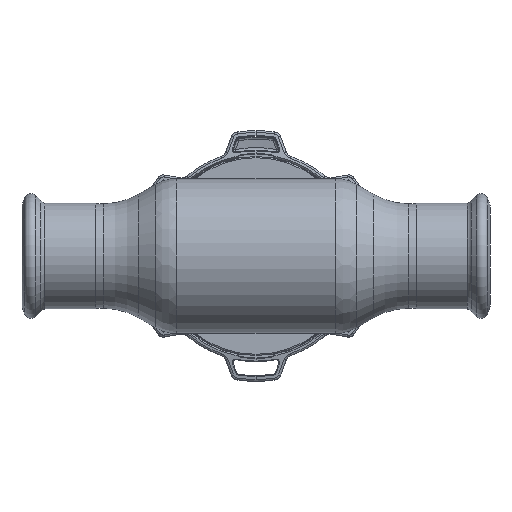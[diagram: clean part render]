
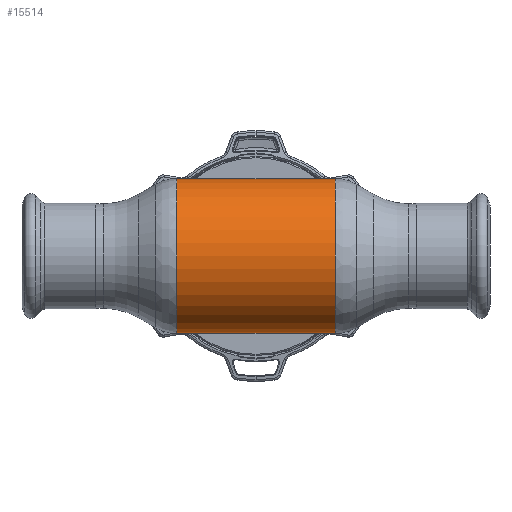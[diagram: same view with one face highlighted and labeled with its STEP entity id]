
A CAD part, front view. The second image highlights one B-rep face of the part: STEP entity #15514.
In plain terms, the highlighted cylindrical face has radius 33.34 mm (diameter 66.68 mm), a partial arc.
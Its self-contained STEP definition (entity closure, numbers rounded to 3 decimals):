
#1138 = ORIENTED_EDGE ( 'NONE', *, *, #24943, .F. ) ;
#1903 = CARTESIAN_POINT ( 'NONE',  ( -34.177, 0., -33.34 ) ) ;
#2638 = DIRECTION ( 'NONE',  ( -1., 0., 0. ) ) ;
#3271 = LINE ( 'NONE', #25465, #12700 ) ;
#4762 = CYLINDRICAL_SURFACE ( 'NONE', #9777, 33.34 ) ;
#5778 = CIRCLE ( 'NONE', #30899, 33.34 ) ;
#6878 = CARTESIAN_POINT ( 'NONE',  ( -34.177, 0., 0. ) ) ;
#8249 = DIRECTION ( 'NONE',  ( -1., 0., 0. ) ) ;
#8339 = CARTESIAN_POINT ( 'NONE',  ( 34.177, 0., -33.34 ) ) ;
#8779 = DIRECTION ( 'NONE',  ( -1., 0., 0. ) ) ;
#9314 = DIRECTION ( 'NONE',  ( -1., 0., 0. ) ) ;
#9777 = AXIS2_PLACEMENT_3D ( 'NONE', #21804, #8249, #10247 ) ;
#10247 = DIRECTION ( 'NONE',  ( 0., 0., 1. ) ) ;
#12162 = ORIENTED_EDGE ( 'NONE', *, *, #17764, .T. ) ;
#12693 = VERTEX_POINT ( 'NONE', #1903 ) ;
#12700 = VECTOR ( 'NONE', #8779, 1000. ) ;
#15514 = ADVANCED_FACE ( 'NONE', ( #35505 ), #4762, .T. ) ;
#15711 = EDGE_CURVE ( 'NONE', #18758, #12693, #3271, .T. ) ;
#16919 = AXIS2_PLACEMENT_3D ( 'NONE', #6878, #27039, #18040 ) ;
#17764 = EDGE_CURVE ( 'NONE', #22745, #25246, #23089, .T. ) ;
#18040 = DIRECTION ( 'NONE',  ( 0., 0., 1. ) ) ;
#18575 = ORIENTED_EDGE ( 'NONE', *, *, #15711, .F. ) ;
#18685 = EDGE_CURVE ( 'NONE', #18758, #22745, #5778, .T. ) ;
#18758 = VERTEX_POINT ( 'NONE', #8339 ) ;
#19273 = CIRCLE ( 'NONE', #16919, 33.34 ) ;
#20297 = CARTESIAN_POINT ( 'NONE',  ( -62.69, 0., 33.34 ) ) ;
#21804 = CARTESIAN_POINT ( 'NONE',  ( -62.69, 0., 0. ) ) ;
#22078 = DIRECTION ( 'NONE',  ( 0., 0., 1. ) ) ;
#22745 = VERTEX_POINT ( 'NONE', #34484 ) ;
#23089 = LINE ( 'NONE', #20297, #28527 ) ;
#24604 = EDGE_LOOP ( 'NONE', ( #18575, #26570, #12162, #1138 ) ) ;
#24943 = EDGE_CURVE ( 'NONE', #12693, #25246, #19273, .T. ) ;
#25246 = VERTEX_POINT ( 'NONE', #27847 ) ;
#25465 = CARTESIAN_POINT ( 'NONE',  ( -62.69, 0., -33.34 ) ) ;
#26570 = ORIENTED_EDGE ( 'NONE', *, *, #18685, .T. ) ;
#27039 = DIRECTION ( 'NONE',  ( -1., 0., 0. ) ) ;
#27737 = CARTESIAN_POINT ( 'NONE',  ( 34.177, 0., 0. ) ) ;
#27847 = CARTESIAN_POINT ( 'NONE',  ( -34.177, 0., 33.34 ) ) ;
#28527 = VECTOR ( 'NONE', #9314, 1000. ) ;
#30899 = AXIS2_PLACEMENT_3D ( 'NONE', #27737, #2638, #22078 ) ;
#34484 = CARTESIAN_POINT ( 'NONE',  ( 34.177, 0., 33.34 ) ) ;
#35505 = FACE_OUTER_BOUND ( 'NONE', #24604, .T. ) ;
